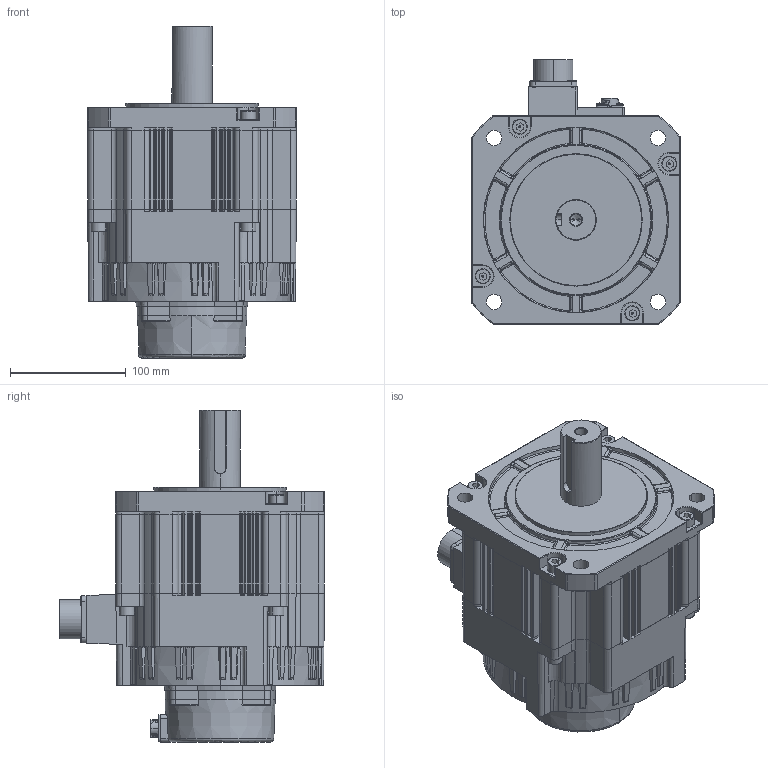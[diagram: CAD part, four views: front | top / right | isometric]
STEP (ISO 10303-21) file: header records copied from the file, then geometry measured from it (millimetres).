
FILE_DESCRIPTION (( 'STEP AP203' ), '1' );
FILE_NAME ('SV-X6MH200A-B4LD.STEP', '2021-10-12T13:17:07', ( 'China' ), ( 'Microsoft' ), 'SwSTEP 2.0', 'SolidWorks 2016', '' );
FILE_SCHEMA (( 'CONFIG_CONTROL_DESIGN' ));
Length unit declared in the file: millimetre
Products named in the file (1): SV-X6MH200A-B4LD
Bounding box: 180 x 228.55 x 286.5 mm (x, y, z)
Volume: 5057756.1 mm3; surface area: 241192.9 mm2
Topology: 1 solids, 1 shells, 1766 faces, 4649 edges, 2903 vertices
Faces by surface type: plane 695, cylinder 622, cone 244, bspline 112, torus 69, sphere 24
Entity records: 60563 total; most frequent: CARTESIAN_POINT 18326, ORIENTED_EDGE 9226, DIRECTION 8546, EDGE_CURVE 4613, AXIS2_PLACEMENT_3D 3183, VERTEX_POINT 2895, VECTOR 2180, LINE 2180
